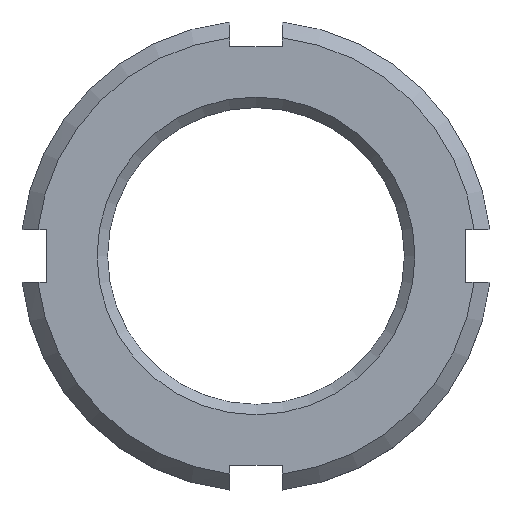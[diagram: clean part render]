
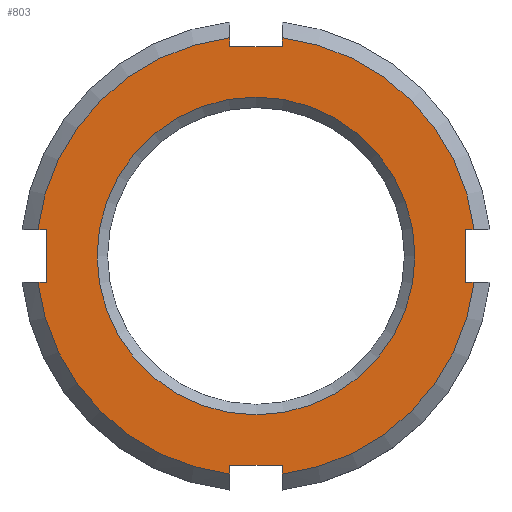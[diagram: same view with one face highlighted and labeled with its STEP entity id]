
A CAD part, top view. The second image highlights one B-rep face of the part: STEP entity #803.
In plain terms, the highlighted planar face has unit normal (0, 0, 1).
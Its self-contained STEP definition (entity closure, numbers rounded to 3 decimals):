
#91=CARTESIAN_POINT('',(20.0,-2.5,7.));
#92=VERTEX_POINT('',#91);
#99=CARTESIAN_POINT('',(20.851,-2.5,7.));
#100=VERTEX_POINT('',#99);
#101=CARTESIAN_POINT('',(20.851,-2.5,7.));
#102=DIRECTION('',(-1.0,0.0,0.0));
#103=VECTOR('',#102,0.851);
#104=LINE('',#101,#103);
#105=EDGE_CURVE('',#100,#92,#104,.T.);
#128=CARTESIAN_POINT('',(20.0,2.5,7.));
#129=VERTEX_POINT('',#128);
#130=CARTESIAN_POINT('',(20.0,-2.5,7.));
#131=DIRECTION('',(0.0,1.0,0.0));
#132=VECTOR('',#131,5.0);
#133=LINE('',#130,#132);
#134=EDGE_CURVE('',#92,#129,#133,.T.);
#169=CARTESIAN_POINT('',(20.851,2.5,7.));
#170=VERTEX_POINT('',#169);
#184=CARTESIAN_POINT('',(20.0,2.5,7.));
#185=DIRECTION('',(1.0,0.0,0.0));
#186=VECTOR('',#185,0.851);
#187=LINE('',#184,#186);
#188=EDGE_CURVE('',#129,#170,#187,.T.);
#223=CARTESIAN_POINT('',(-2.5,-20.0,7.));
#224=VERTEX_POINT('',#223);
#231=CARTESIAN_POINT('',(-2.5,-20.851,7.));
#232=VERTEX_POINT('',#231);
#233=CARTESIAN_POINT('',(-2.5,-20.851,7.));
#234=DIRECTION('',(0.0,1.0,0.0));
#235=VECTOR('',#234,0.851);
#236=LINE('',#233,#235);
#237=EDGE_CURVE('',#232,#224,#236,.T.);
#260=CARTESIAN_POINT('',(2.5,-20.0,7.));
#261=VERTEX_POINT('',#260);
#262=CARTESIAN_POINT('',(-2.5,-20.0,7.));
#263=DIRECTION('',(1.0,0.0,0.0));
#264=VECTOR('',#263,5.0);
#265=LINE('',#262,#264);
#266=EDGE_CURVE('',#224,#261,#265,.T.);
#301=CARTESIAN_POINT('',(2.5,-20.851,7.));
#302=VERTEX_POINT('',#301);
#316=CARTESIAN_POINT('',(2.5,-20.0,7.));
#317=DIRECTION('',(0.0,-1.0,0.0));
#318=VECTOR('',#317,0.851);
#319=LINE('',#316,#318);
#320=EDGE_CURVE('',#261,#302,#319,.T.);
#355=CARTESIAN_POINT('',(-20.0,2.5,7.));
#356=VERTEX_POINT('',#355);
#363=CARTESIAN_POINT('',(-20.851,2.5,7.));
#364=VERTEX_POINT('',#363);
#365=CARTESIAN_POINT('',(-20.851,2.5,7.));
#366=DIRECTION('',(1.0,0.0,0.0));
#367=VECTOR('',#366,0.851);
#368=LINE('',#365,#367);
#369=EDGE_CURVE('',#364,#356,#368,.T.);
#392=CARTESIAN_POINT('',(-20.0,-2.5,7.));
#393=VERTEX_POINT('',#392);
#394=CARTESIAN_POINT('',(-20.0,2.5,7.));
#395=DIRECTION('',(0.0,-1.0,0.0));
#396=VECTOR('',#395,5.0);
#397=LINE('',#394,#396);
#398=EDGE_CURVE('',#356,#393,#397,.T.);
#433=CARTESIAN_POINT('',(-20.851,-2.5,7.));
#434=VERTEX_POINT('',#433);
#448=CARTESIAN_POINT('',(-20.0,-2.5,7.));
#449=DIRECTION('',(-1.0,0.0,0.0));
#450=VECTOR('',#449,0.851);
#451=LINE('',#448,#450);
#452=EDGE_CURVE('',#393,#434,#451,.T.);
#613=CARTESIAN_POINT('',(-2.5,20.851,7.));
#614=VERTEX_POINT('',#613);
#615=CARTESIAN_POINT('',(0.0,0.0,7.));
#616=DIRECTION('',(0.0,0.0,-1.0));
#617=DIRECTION('',(-1.0,0.0,0.0));
#618=AXIS2_PLACEMENT_3D('',#615,#616,#617);
#619=CIRCLE('',#618,21.0);
#620=EDGE_CURVE('',#364,#614,#619,.T.);
#645=CARTESIAN_POINT('',(0.0,0.0,7.));
#646=DIRECTION('',(0.0,0.0,-1.0));
#647=DIRECTION('',(-1.0,0.0,0.0));
#648=AXIS2_PLACEMENT_3D('',#645,#646,#647);
#649=CIRCLE('',#648,21.0);
#650=EDGE_CURVE('',#232,#434,#649,.T.);
#663=CARTESIAN_POINT('',(0.0,0.0,7.));
#664=DIRECTION('',(0.0,0.0,-1.0));
#665=DIRECTION('',(-1.0,0.0,0.0));
#666=AXIS2_PLACEMENT_3D('',#663,#664,#665);
#667=CIRCLE('',#666,21.0);
#668=EDGE_CURVE('',#100,#302,#667,.T.);
#689=CARTESIAN_POINT('',(2.5,20.0,7.));
#690=VERTEX_POINT('',#689);
#697=CARTESIAN_POINT('',(2.5,20.851,7.));
#698=VERTEX_POINT('',#697);
#699=CARTESIAN_POINT('',(2.5,20.851,7.));
#700=DIRECTION('',(0.0,-1.0,0.0));
#701=VECTOR('',#700,0.851);
#702=LINE('',#699,#701);
#703=EDGE_CURVE('',#698,#690,#702,.T.);
#726=CARTESIAN_POINT('',(-2.5,20.0,7.));
#727=VERTEX_POINT('',#726);
#728=CARTESIAN_POINT('',(2.5,20.0,7.));
#729=DIRECTION('',(-1.0,0.0,0.0));
#730=VECTOR('',#729,5.0);
#731=LINE('',#728,#730);
#732=EDGE_CURVE('',#690,#727,#731,.T.);
#752=CARTESIAN_POINT('',(-2.5,20.0,7.));
#753=DIRECTION('',(0.0,1.0,0.0));
#754=VECTOR('',#753,0.851);
#755=LINE('',#752,#754);
#756=EDGE_CURVE('',#727,#614,#755,.T.);
#763=CARTESIAN_POINT('',(0.0,0.0,7.));
#764=DIRECTION('',(0.0,0.0,-1.0));
#765=DIRECTION('',(-1.0,0.0,0.0));
#766=AXIS2_PLACEMENT_3D('',#763,#764,#765);
#767=PLANE('',#766);
#768=ORIENTED_EDGE('',*,*,#188,.T.);
#769=CARTESIAN_POINT('',(0.0,0.0,7.));
#770=DIRECTION('',(0.0,0.0,-1.0));
#771=DIRECTION('',(-1.0,0.0,0.0));
#772=AXIS2_PLACEMENT_3D('',#769,#770,#771);
#773=CIRCLE('',#772,21.0);
#774=EDGE_CURVE('',#698,#170,#773,.T.);
#775=ORIENTED_EDGE('',*,*,#774,.F.);
#776=ORIENTED_EDGE('',*,*,#703,.T.);
#777=ORIENTED_EDGE('',*,*,#732,.T.);
#778=ORIENTED_EDGE('',*,*,#756,.T.);
#779=ORIENTED_EDGE('',*,*,#620,.F.);
#780=ORIENTED_EDGE('',*,*,#369,.T.);
#781=ORIENTED_EDGE('',*,*,#398,.T.);
#782=ORIENTED_EDGE('',*,*,#452,.T.);
#783=ORIENTED_EDGE('',*,*,#650,.F.);
#784=ORIENTED_EDGE('',*,*,#237,.T.);
#785=ORIENTED_EDGE('',*,*,#266,.T.);
#786=ORIENTED_EDGE('',*,*,#320,.T.);
#787=ORIENTED_EDGE('',*,*,#668,.F.);
#788=ORIENTED_EDGE('',*,*,#105,.T.);
#789=ORIENTED_EDGE('',*,*,#134,.T.);
#790=EDGE_LOOP('',(#768,#775,#776,#777,#778,#779,#780,#781,#782,#783,#784,#785,#786,#787,#788,#789));
#791=FACE_OUTER_BOUND('',#790,.T.);
#792=CARTESIAN_POINT('',(15.188,0.,7.));
#793=VERTEX_POINT('',#792);
#794=CARTESIAN_POINT('',(0.0,0.0,7.));
#795=DIRECTION('',(0.0,0.0,1.0));
#796=DIRECTION('',(-1.0,0.0,0.0));
#797=AXIS2_PLACEMENT_3D('',#794,#795,#796);
#798=CIRCLE('',#797,15.188);
#799=EDGE_CURVE('',#793,#793,#798,.T.);
#800=ORIENTED_EDGE('',*,*,#799,.F.);
#801=EDGE_LOOP('',(#800));
#802=FACE_BOUND('',#801,.T.);
#803=ADVANCED_FACE('',(#791,#802),#767,.F.);
